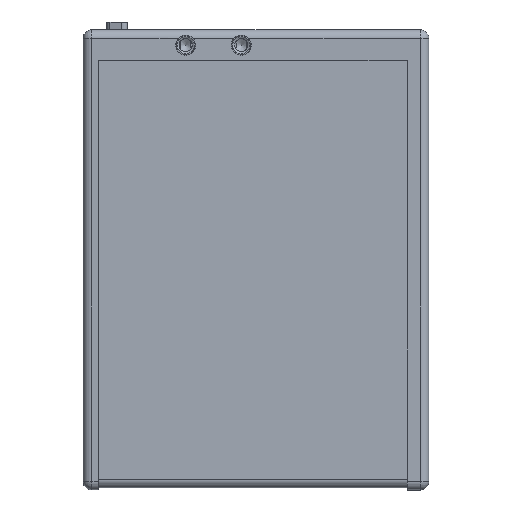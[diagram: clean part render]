
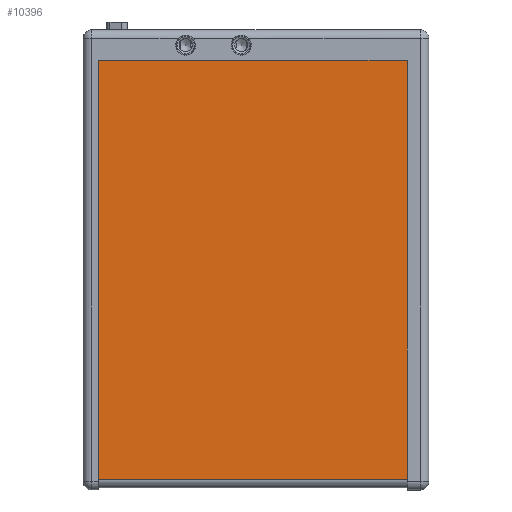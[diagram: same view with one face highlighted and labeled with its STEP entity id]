
A CAD part, left-side view. The second image highlights one B-rep face of the part: STEP entity #10396.
In plain terms, the highlighted planar face has unit normal (-1, 0, 0).
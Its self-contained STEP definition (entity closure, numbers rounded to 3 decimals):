
#768 = CARTESIAN_POINT ( 'NONE',  ( -94.25, -24.5, -18.25 ) ) ;
#791 = CARTESIAN_POINT ( 'NONE',  ( -94.25, 120., -18.25 ) ) ;
#885 = VERTEX_POINT ( 'NONE', #8101 ) ;
#1334 = CARTESIAN_POINT ( 'NONE',  ( -94.25, 120., -18.25 ) ) ;
#2702 = FACE_OUTER_BOUND ( 'NONE', #10633, .T. ) ;
#3728 = VECTOR ( 'NONE', #4192, 1000. ) ;
#3816 = AXIS2_PLACEMENT_3D ( 'NONE', #791, #4733, #9331 ) ;
#4032 = EDGE_CURVE ( 'NONE', #885, #13050, #12091, .T. ) ;
#4057 = LINE ( 'NONE', #12038, #12346 ) ;
#4192 = DIRECTION ( 'NONE',  ( 0., 0., 1. ) ) ;
#4452 = PLANE ( 'NONE',  #3816 ) ;
#4627 = EDGE_CURVE ( 'NONE', #885, #5029, #7861, .T. ) ;
#4733 = DIRECTION ( 'NONE',  ( -1., 0., 0. ) ) ;
#4874 = CARTESIAN_POINT ( 'NONE',  ( -94.25, 120., -211.15 ) ) ;
#5029 = VERTEX_POINT ( 'NONE', #768 ) ;
#5048 = ORIENTED_EDGE ( 'NONE', *, *, #8862, .T. ) ;
#5688 = VECTOR ( 'NONE', #12505, 1000. ) ;
#6026 = ORIENTED_EDGE ( 'NONE', *, *, #6142, .T. ) ;
#6142 = EDGE_CURVE ( 'NONE', #5029, #6776, #13163, .T. ) ;
#6704 = ORIENTED_EDGE ( 'NONE', *, *, #4627, .T. ) ;
#6776 = VERTEX_POINT ( 'NONE', #8676 ) ;
#6993 = DIRECTION ( 'NONE',  ( 0., 0., -1. ) ) ;
#7185 = CARTESIAN_POINT ( 'NONE',  ( -94.25, -24.5, -18.25 ) ) ;
#7861 = LINE ( 'NONE', #7185, #3728 ) ;
#8101 = CARTESIAN_POINT ( 'NONE',  ( -94.25, -24.5, -211.15 ) ) ;
#8676 = CARTESIAN_POINT ( 'NONE',  ( -94.25, 120., -18.25 ) ) ;
#8862 = EDGE_CURVE ( 'NONE', #6776, #13050, #4057, .T. ) ;
#8928 = CARTESIAN_POINT ( 'NONE',  ( -94.25, 120., -211.15 ) ) ;
#9331 = DIRECTION ( 'NONE',  ( 0., -1., 0. ) ) ;
#9395 = VECTOR ( 'NONE', #12026, 1000. ) ;
#10235 = ORIENTED_EDGE ( 'NONE', *, *, #4032, .F. ) ;
#10396 = ADVANCED_FACE ( 'NONE', ( #2702 ), #4452, .T. ) ;
#10633 = EDGE_LOOP ( 'NONE', ( #6026, #5048, #10235, #6704 ) ) ;
#12026 = DIRECTION ( 'NONE',  ( 0., 1., 0. ) ) ;
#12038 = CARTESIAN_POINT ( 'NONE',  ( -94.25, 120., -18.25 ) ) ;
#12091 = LINE ( 'NONE', #8928, #9395 ) ;
#12346 = VECTOR ( 'NONE', #6993, 1000. ) ;
#12505 = DIRECTION ( 'NONE',  ( 0., 1., 0. ) ) ;
#13050 = VERTEX_POINT ( 'NONE', #4874 ) ;
#13163 = LINE ( 'NONE', #1334, #5688 ) ;
